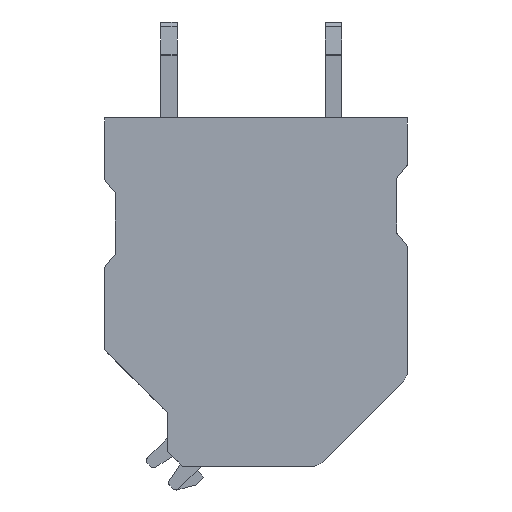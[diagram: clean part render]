
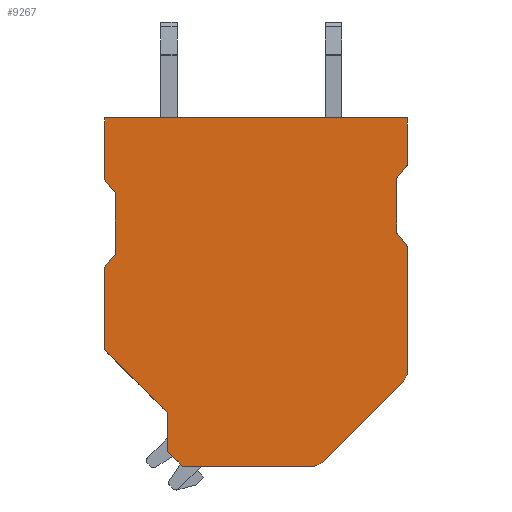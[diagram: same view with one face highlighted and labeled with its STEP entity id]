
A CAD part, front view. The second image highlights one B-rep face of the part: STEP entity #9267.
In plain terms, the highlighted planar face has unit normal (0, -1, 0).
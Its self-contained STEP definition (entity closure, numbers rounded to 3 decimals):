
#141=DIRECTION('',(-1.,0.,0.));
#142=VECTOR('',#141,11.05);
#143=CARTESIAN_POINT('',(11.,0.,0.));
#144=LINE('',#143,#142);
#1603=DIRECTION('',(0.,0.,-1.));
#1604=VECTOR('',#1603,2.177);
#1605=CARTESIAN_POINT('',(-0.05,0.,0.));
#1606=LINE('',#1605,#1604);
#1643=DIRECTION('',(0.,0.,-1.));
#1644=VECTOR('',#1643,2.927);
#1645=CARTESIAN_POINT('',(-0.05,0.,-5.523));
#1646=LINE('',#1645,#1644);
#2369=DIRECTION('',(0.,0.,1.));
#2370=VECTOR('',#2369,4.495);
#2371=CARTESIAN_POINT('',(11.,0.,-9.244));
#2372=LINE('',#2371,#2370);
#2417=DIRECTION('',(0.,0.,1.));
#2418=VECTOR('',#2417,1.651);
#2419=CARTESIAN_POINT('',(11.,0.,-1.651));
#2420=LINE('',#2419,#2418);
#2421=CARTESIAN_POINT('',(10.8,0.,-1.651));
#2422=DIRECTION('',(0.,1.,0.));
#2423=DIRECTION('',(1.,0.,0.));
#2424=AXIS2_PLACEMENT_3D('',#2421,#2422,#2423);
#2426=DIRECTION('',(-0.643,0.,-0.766));
#2427=VECTOR('',#2426,0.477);
#2428=CARTESIAN_POINT('',(10.953,0.,-1.779));
#2429=LINE('',#2428,#2427);
#2430=CARTESIAN_POINT('',(10.8,0.,-2.273));
#2431=DIRECTION('',(0.,-1.,0.));
#2432=DIRECTION('',(-0.766,0.,0.643));
#2433=AXIS2_PLACEMENT_3D('',#2430,#2431,#2432);
#2435=DIRECTION('',(0.,0.,-1.));
#2436=VECTOR('',#2435,1.854);
#2437=CARTESIAN_POINT('',(10.6,0.,-2.273));
#2438=LINE('',#2437,#2436);
#2439=CARTESIAN_POINT('',(10.8,0.,-4.127));
#2440=DIRECTION('',(0.,-1.,0.));
#2441=DIRECTION('',(-1.,0.,0.));
#2442=AXIS2_PLACEMENT_3D('',#2439,#2440,#2441);
#2444=DIRECTION('',(0.643,0.,-0.766));
#2445=VECTOR('',#2444,0.477);
#2446=CARTESIAN_POINT('',(10.647,0.,-4.256));
#2447=LINE('',#2446,#2445);
#2448=CARTESIAN_POINT('',(10.8,0.,-4.749));
#2449=DIRECTION('',(0.,1.,0.));
#2450=DIRECTION('',(0.766,0.,0.643));
#2451=AXIS2_PLACEMENT_3D('',#2448,#2449,#2450);
#2453=CARTESIAN_POINT('',(10.5,0.,-9.244));
#2454=DIRECTION('',(0.,1.,0.));
#2455=DIRECTION('',(1.,0.,0.));
#2456=AXIS2_PLACEMENT_3D('',#2453,#2454,#2455);
#2458=DIRECTION('',(-0.707,0.,-0.707));
#2459=VECTOR('',#2458,4.18);
#2460=CARTESIAN_POINT('',(10.854,0.,-9.598));
#2461=LINE('',#2460,#2459);
#2462=CARTESIAN_POINT('',(7.544,0.,-12.2));
#2463=DIRECTION('',(0.,1.,0.));
#2464=DIRECTION('',(0.707,0.,-0.707));
#2465=AXIS2_PLACEMENT_3D('',#2462,#2463,#2464);
#2467=DIRECTION('',(-1.,0.,0.));
#2468=VECTOR('',#2467,4.758);
#2469=CARTESIAN_POINT('',(7.544,0.,-12.7));
#2470=LINE('',#2469,#2468);
#2471=DIRECTION('',(-0.707,0.,0.707));
#2472=VECTOR('',#2471,0.758);
#2473=CARTESIAN_POINT('',(2.786,0.,-12.7));
#2474=LINE('',#2473,#2472);
#2475=DIRECTION('',(-0.707,0.,0.707));
#2476=VECTOR('',#2475,3.253);
#2477=CARTESIAN_POINT('',(2.25,0.,-10.75));
#2478=LINE('',#2477,#2476);
#2479=CARTESIAN_POINT('',(0.15,0.,-5.523));
#2480=DIRECTION('',(0.,1.,0.));
#2481=DIRECTION('',(-1.,0.,0.));
#2482=AXIS2_PLACEMENT_3D('',#2479,#2480,#2481);
#2484=DIRECTION('',(0.643,0.,0.766));
#2485=VECTOR('',#2484,0.477);
#2486=CARTESIAN_POINT('',(-0.003,0.,-5.394));
#2487=LINE('',#2486,#2485);
#2488=CARTESIAN_POINT('',(0.15,0.,-4.901));
#2489=DIRECTION('',(0.,-1.,0.));
#2490=DIRECTION('',(0.766,0.,-0.643));
#2491=AXIS2_PLACEMENT_3D('',#2488,#2489,#2490);
#2493=DIRECTION('',(0.,0.,1.));
#2494=VECTOR('',#2493,2.101);
#2495=CARTESIAN_POINT('',(0.35,0.,-4.901));
#2496=LINE('',#2495,#2494);
#2497=CARTESIAN_POINT('',(0.15,0.,-2.799));
#2498=DIRECTION('',(0.,-1.,0.));
#2499=DIRECTION('',(1.,0.,0.));
#2500=AXIS2_PLACEMENT_3D('',#2497,#2498,#2499);
#2502=DIRECTION('',(-0.643,0.,0.766));
#2503=VECTOR('',#2502,0.477);
#2504=CARTESIAN_POINT('',(0.303,0.,-2.671));
#2505=LINE('',#2504,#2503);
#2506=CARTESIAN_POINT('',(0.15,0.,-2.177));
#2507=DIRECTION('',(0.,1.,0.));
#2508=DIRECTION('',(-0.766,0.,-0.643));
#2509=AXIS2_PLACEMENT_3D('',#2506,#2507,#2508);
#3971=DIRECTION('',(0.,0.,-1.));
#3972=VECTOR('',#3971,1.414);
#3973=CARTESIAN_POINT('',(2.25,0.,-10.75));
#3974=LINE('',#3973,#3972);
#4537=CARTESIAN_POINT('',(11.,0.,-1.651));
#4538=CARTESIAN_POINT('',(10.953,0.,-1.779));
#4539=VERTEX_POINT('',#4537);
#4540=VERTEX_POINT('',#4538);
#4541=CARTESIAN_POINT('',(10.647,0.,-2.144));
#4542=VERTEX_POINT('',#4541);
#4543=CARTESIAN_POINT('',(10.6,0.,-2.273));
#4544=VERTEX_POINT('',#4543);
#4545=CARTESIAN_POINT('',(10.6,0.,-4.127));
#4546=VERTEX_POINT('',#4545);
#4547=CARTESIAN_POINT('',(10.647,0.,-4.256));
#4548=VERTEX_POINT('',#4547);
#4549=CARTESIAN_POINT('',(10.953,0.,-4.621));
#4550=VERTEX_POINT('',#4549);
#4551=CARTESIAN_POINT('',(11.,0.,-4.749));
#4552=VERTEX_POINT('',#4551);
#4553=CARTESIAN_POINT('',(11.,0.,-9.244));
#4554=VERTEX_POINT('',#4553);
#4555=CARTESIAN_POINT('',(10.854,0.,-9.598));
#4556=VERTEX_POINT('',#4555);
#4557=CARTESIAN_POINT('',(7.898,0.,-12.554));
#4558=VERTEX_POINT('',#4557);
#4559=CARTESIAN_POINT('',(7.544,0.,-12.7));
#4560=VERTEX_POINT('',#4559);
#4561=CARTESIAN_POINT('',(2.786,0.,-12.7));
#4562=VERTEX_POINT('',#4561);
#4563=CARTESIAN_POINT('',(2.25,0.,-12.164));
#4564=VERTEX_POINT('',#4563);
#4565=CARTESIAN_POINT('',(2.25,0.,-10.75));
#4566=VERTEX_POINT('',#4565);
#4567=CARTESIAN_POINT('',(-0.05,0.,-8.45));
#4568=VERTEX_POINT('',#4567);
#4569=CARTESIAN_POINT('',(-0.05,0.,-5.523));
#4570=VERTEX_POINT('',#4569);
#4571=CARTESIAN_POINT('',(-0.003,0.,-5.394));
#4572=VERTEX_POINT('',#4571);
#4573=CARTESIAN_POINT('',(0.303,0.,-5.029));
#4574=VERTEX_POINT('',#4573);
#4575=CARTESIAN_POINT('',(0.35,0.,-4.901));
#4576=VERTEX_POINT('',#4575);
#4577=CARTESIAN_POINT('',(0.35,0.,-2.799));
#4578=VERTEX_POINT('',#4577);
#4579=CARTESIAN_POINT('',(0.303,0.,-2.671));
#4580=VERTEX_POINT('',#4579);
#4581=CARTESIAN_POINT('',(-0.003,0.,-2.306));
#4582=VERTEX_POINT('',#4581);
#4583=CARTESIAN_POINT('',(-0.05,0.,-2.177));
#4584=VERTEX_POINT('',#4583);
#4585=CARTESIAN_POINT('',(-0.05,0.,0.));
#4586=VERTEX_POINT('',#4585);
#4587=CARTESIAN_POINT('',(11.,0.,0.));
#4588=VERTEX_POINT('',#4587);
#9232=CARTESIAN_POINT('',(0.,0.,0.));
#9233=DIRECTION('',(0.,1.,0.));
#9234=DIRECTION('',(1.,0.,0.));
#9235=AXIS2_PLACEMENT_3D('',#9232,#9233,#9234);
#9236=PLANE('',#9235);
#9237=ORIENTED_EDGE('',*,*,#9214,.T.);
#9238=ORIENTED_EDGE('',*,*,#9200,.T.);
#9239=ORIENTED_EDGE('',*,*,#9186,.T.);
#9240=ORIENTED_EDGE('',*,*,#9172,.T.);
#9241=ORIENTED_EDGE('',*,*,#9158,.T.);
#9242=ORIENTED_EDGE('',*,*,#9144,.T.);
#9243=ORIENTED_EDGE('',*,*,#9130,.T.);
#9244=ORIENTED_EDGE('',*,*,#9116,.F.);
#9245=ORIENTED_EDGE('',*,*,#9102,.T.);
#9246=ORIENTED_EDGE('',*,*,#9088,.T.);
#9247=ORIENTED_EDGE('',*,*,#9074,.T.);
#9248=ORIENTED_EDGE('',*,*,#9060,.T.);
#9250=ORIENTED_EDGE('',*,*,#9249,.T.);
#9252=ORIENTED_EDGE('',*,*,#9251,.F.);
#9253=ORIENTED_EDGE('',*,*,#8027,.T.);
#9254=ORIENTED_EDGE('',*,*,#8010,.F.);
#9255=ORIENTED_EDGE('',*,*,#7996,.T.);
#9256=ORIENTED_EDGE('',*,*,#7982,.T.);
#9257=ORIENTED_EDGE('',*,*,#7968,.T.);
#9258=ORIENTED_EDGE('',*,*,#7954,.T.);
#9259=ORIENTED_EDGE('',*,*,#7940,.T.);
#9260=ORIENTED_EDGE('',*,*,#7926,.T.);
#9261=ORIENTED_EDGE('',*,*,#7912,.T.);
#9262=ORIENTED_EDGE('',*,*,#7898,.F.);
#9263=ORIENTED_EDGE('',*,*,#5912,.F.);
#9264=ORIENTED_EDGE('',*,*,#9227,.F.);
#9265=EDGE_LOOP('',(#9237,#9238,#9239,#9240,#9241,#9242,#9243,#9244,#9245,#9246,
#9247,#9248,#9250,#9252,#9253,#9254,#9255,#9256,#9257,#9258,#9259,#9260,#9261,
#9262,#9263,#9264));
#9266=FACE_OUTER_BOUND('',#9265,.F.);
#2425=CIRCLE('',#2424,0.2);
#2434=CIRCLE('',#2433,0.2);
#2443=CIRCLE('',#2442,0.2);
#2452=CIRCLE('',#2451,0.2);
#2457=CIRCLE('',#2456,0.5);
#2466=CIRCLE('',#2465,0.5);
#2483=CIRCLE('',#2482,0.2);
#2492=CIRCLE('',#2491,0.2);
#2501=CIRCLE('',#2500,0.2);
#2510=CIRCLE('',#2509,0.2);
#5912=EDGE_CURVE('',#4588,#4586,#144,.T.);
#7898=EDGE_CURVE('',#4586,#4584,#1606,.T.);
#7912=EDGE_CURVE('',#4582,#4584,#2510,.T.);
#7926=EDGE_CURVE('',#4580,#4582,#2505,.T.);
#7940=EDGE_CURVE('',#4578,#4580,#2501,.T.);
#7954=EDGE_CURVE('',#4576,#4578,#2496,.T.);
#7968=EDGE_CURVE('',#4574,#4576,#2492,.T.);
#7982=EDGE_CURVE('',#4572,#4574,#2487,.T.);
#7996=EDGE_CURVE('',#4570,#4572,#2483,.T.);
#8010=EDGE_CURVE('',#4570,#4568,#1646,.T.);
#8027=EDGE_CURVE('',#4566,#4568,#2478,.T.);
#9060=EDGE_CURVE('',#4560,#4562,#2470,.T.);
#9074=EDGE_CURVE('',#4558,#4560,#2466,.T.);
#9088=EDGE_CURVE('',#4556,#4558,#2461,.T.);
#9102=EDGE_CURVE('',#4554,#4556,#2457,.T.);
#9116=EDGE_CURVE('',#4554,#4552,#2372,.T.);
#9130=EDGE_CURVE('',#4550,#4552,#2452,.T.);
#9144=EDGE_CURVE('',#4548,#4550,#2447,.T.);
#9158=EDGE_CURVE('',#4546,#4548,#2443,.T.);
#9172=EDGE_CURVE('',#4544,#4546,#2438,.T.);
#9186=EDGE_CURVE('',#4542,#4544,#2434,.T.);
#9200=EDGE_CURVE('',#4540,#4542,#2429,.T.);
#9214=EDGE_CURVE('',#4539,#4540,#2425,.T.);
#9227=EDGE_CURVE('',#4539,#4588,#2420,.T.);
#9249=EDGE_CURVE('',#4562,#4564,#2474,.T.);
#9251=EDGE_CURVE('',#4566,#4564,#3974,.T.);
#9267=ADVANCED_FACE('',(#9266),#9236,.F.);
